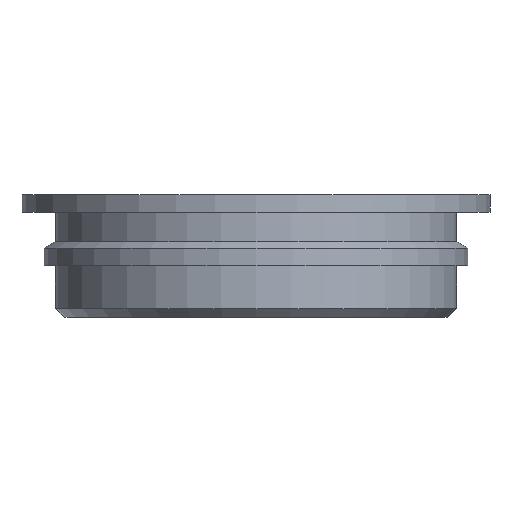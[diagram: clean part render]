
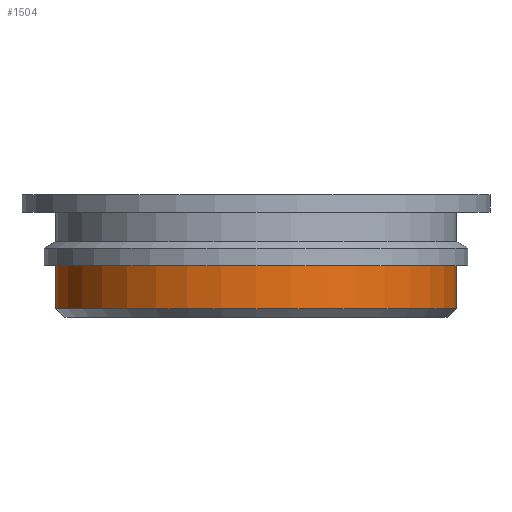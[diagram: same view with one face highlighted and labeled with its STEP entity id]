
A CAD part, front view. The second image highlights one B-rep face of the part: STEP entity #1504.
In plain terms, the highlighted cylindrical face has radius 57.15 mm (diameter 114.3 mm), a full revolution.
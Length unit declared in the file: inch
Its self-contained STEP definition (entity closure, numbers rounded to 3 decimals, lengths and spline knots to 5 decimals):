
#39=CYLINDRICAL_SURFACE('',#1638,2.25);
#112=CIRCLE('',#1635,2.25);
#113=CIRCLE('',#1636,2.25);
#115=CIRCLE('',#1639,2.25);
#155=FACE_OUTER_BOUND('',#221,.T.);
#221=EDGE_LOOP('',(#1124,#1125,#1126,#1127,#1128));
#364=LINE('',#2416,#511);
#511=VECTOR('',#1920,2.25);
#694=VERTEX_POINT('',#2406);
#695=VERTEX_POINT('',#2407);
#697=VERTEX_POINT('',#2414);
#864=EDGE_CURVE('',#694,#695,#112,.T.);
#865=EDGE_CURVE('',#695,#694,#113,.T.);
#868=EDGE_CURVE('',#697,#697,#115,.T.);
#869=EDGE_CURVE('',#697,#695,#364,.T.);
#1124=ORIENTED_EDGE('',*,*,#868,.F.);
#1125=ORIENTED_EDGE('',*,*,#869,.T.);
#1126=ORIENTED_EDGE('',*,*,#864,.F.);
#1127=ORIENTED_EDGE('',*,*,#865,.F.);
#1128=ORIENTED_EDGE('',*,*,#869,.F.);
#1504=ADVANCED_FACE('',(#155),#39,.T.);
#1635=AXIS2_PLACEMENT_3D('',#2408,#1909,#1910);
#1636=AXIS2_PLACEMENT_3D('',#2409,#1911,#1912);
#1638=AXIS2_PLACEMENT_3D('',#2413,#1916,#1917);
#1639=AXIS2_PLACEMENT_3D('',#2415,#1918,#1919);
#1909=DIRECTION('center_axis',(0.,0.,-1.));
#1910=DIRECTION('ref_axis',(0.,1.,0.));
#1911=DIRECTION('center_axis',(0.,0.,-1.));
#1912=DIRECTION('ref_axis',(0.,1.,0.));
#1916=DIRECTION('center_axis',(0.,0.,1.));
#1917=DIRECTION('ref_axis',(0.,-1.,0.));
#1918=DIRECTION('center_axis',(0.,0.,1.));
#1919=DIRECTION('ref_axis',(1.,0.,0.));
#1920=DIRECTION('',(0.,0.,-1.));
#2406=CARTESIAN_POINT('',(0.,-7.5,-1.27795));
#2407=CARTESIAN_POINT('',(0.,-3.,-1.27795));
#2408=CARTESIAN_POINT('Origin',(0.,-5.25,-1.27795));
#2409=CARTESIAN_POINT('Origin',(0.,-5.25,-1.27795));
#2413=CARTESIAN_POINT('Origin',(0.,-5.25,-1.0874));
#2414=CARTESIAN_POINT('',(0.,-3.,-0.79685));
#2415=CARTESIAN_POINT('Origin',(0.,-5.25,-0.79685));
#2416=CARTESIAN_POINT('',(0.,-3.,-1.0874));
